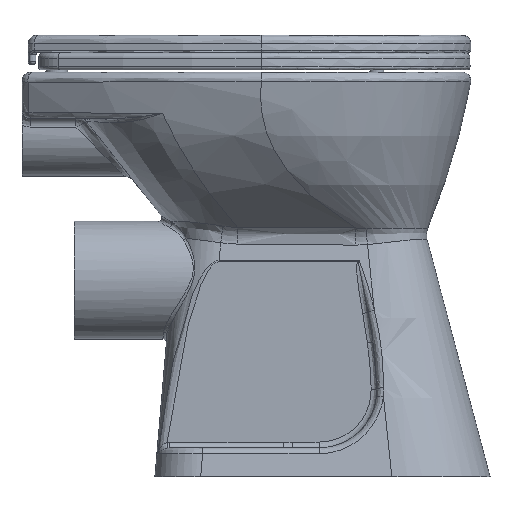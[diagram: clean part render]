
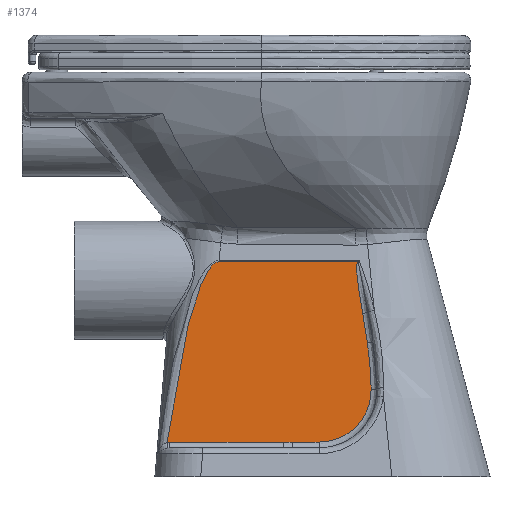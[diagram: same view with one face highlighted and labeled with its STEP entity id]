
A CAD part, left-side view. The second image highlights one B-rep face of the part: STEP entity #1374.
In plain terms, the highlighted free-form (B-spline) face has degree [1, 1] with [2, 2] control points.
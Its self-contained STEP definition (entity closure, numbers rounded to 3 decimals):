
#88=CARTESIAN_POINT('',(116.127,-69.,-320.));
#89=VERTEX_POINT('',#88);
#107=CARTESIAN_POINT('',(92.879,-69.,-320.));
#108=VERTEX_POINT('',#107);
#116=CARTESIAN_POINT('',(92.879,-69.,-320.));
#117=DIRECTION('',(1.,0.,0.0));
#118=VECTOR('',#117,23.248);
#119=LINE('',#116,#118);
#120=EDGE_CURVE('',#108,#89,#119,.T.);
#226=CARTESIAN_POINT('',(123.873,-69.,-320.));
#227=VERTEX_POINT('',#226);
#251=CARTESIAN_POINT('',(116.127,-69.,-320.));
#252=CARTESIAN_POINT('',(116.496,-69.,-320.));
#253=CARTESIAN_POINT('',(117.234,-69.,-320.014));
#254=CARTESIAN_POINT('',(118.34,-69.,-320.048));
#255=CARTESIAN_POINT('',(119.446,-69.,-320.073));
#256=CARTESIAN_POINT('',(120.553,-69.,-320.073));
#257=CARTESIAN_POINT('',(121.66,-69.,-320.048));
#258=CARTESIAN_POINT('',(122.766,-69.,-320.014));
#259=CARTESIAN_POINT('',(123.504,-69.,-320.));
#260=CARTESIAN_POINT('',(123.873,-69.,-320.));
#261=B_SPLINE_CURVE_WITH_KNOTS('',3,(#251,#252,#253,#254,#255,#256,#257,#258,#259,#260),.UNSPECIFIED.,.F.,.U.,(4,1,1,1,1,1,1,4),(-0.775,-0.664,-0.553,-0.443,-0.332,-0.221,-0.111,0.),.UNSPECIFIED.);
#262=EDGE_CURVE('',#89,#227,#261,.T.);
#273=CARTESIAN_POINT('',(222.21,-69.,-320.0));
#274=VERTEX_POINT('',#273);
#275=CARTESIAN_POINT('',(123.873,-69.,-320.));
#276=DIRECTION('',(1.,0.,0.));
#277=VECTOR('',#276,98.337);
#278=LINE('',#275,#277);
#279=EDGE_CURVE('',#227,#274,#278,.T.);
#372=CARTESIAN_POINT('',(47.887,-69.,-274.171));
#373=VERTEX_POINT('',#372);
#381=CARTESIAN_POINT('',(92.879,-69.,-275.));
#382=DIRECTION('',(0.,-1.,0.));
#383=DIRECTION('',(-0.714,0.,-0.701));
#384=AXIS2_PLACEMENT_3D('',#381,#382,#383);
#385=CIRCLE('',#384,45.);
#386=EDGE_CURVE('',#373,#108,#385,.T.);
#440=CARTESIAN_POINT('',(224.487,-69.,-320.175));
#441=VERTEX_POINT('',#440);
#459=CARTESIAN_POINT('',(222.21,-69.,-320.0));
#460=CARTESIAN_POINT('',(222.971,-69.,-320.0));
#461=CARTESIAN_POINT('',(223.735,-69.,-320.057));
#462=CARTESIAN_POINT('',(224.487,-69.,-320.175));
#463=B_SPLINE_CURVE_WITH_KNOTS('',3,(#459,#460,#461,#462),.UNSPECIFIED.,.F.,.U.,(4,4),(-0.228,0.0),.UNSPECIFIED.);
#464=EDGE_CURVE('',#274,#441,#463,.T.);
#500=CARTESIAN_POINT('',(51.173,-69.,-234.153));
#501=VERTEX_POINT('',#500);
#509=CARTESIAN_POINT('',(364.109,-69.,-280.));
#510=DIRECTION('',(0.,-1.,0.));
#511=DIRECTION('',(-0.991,0.,0.13));
#512=AXIS2_PLACEMENT_3D('',#509,#510,#511);
#513=CIRCLE('',#512,316.276);
#514=EDGE_CURVE('',#501,#373,#513,.T.);
#1146=CARTESIAN_POINT('',(55.165,-69.,-208.632));
#1147=VERTEX_POINT('',#1146);
#1179=CARTESIAN_POINT('',(59.376,-69.,-164.003));
#1180=VERTEX_POINT('',#1179);
#1188=CARTESIAN_POINT('',(59.376,-69.,-164.003));
#1189=CARTESIAN_POINT('',(59.521,-69.,-164.229));
#1190=CARTESIAN_POINT('',(59.754,-69.,-164.718));
#1191=CARTESIAN_POINT('',(59.993,-69.,-165.493));
#1192=CARTESIAN_POINT('',(60.156,-69.,-166.281));
#1193=CARTESIAN_POINT('',(60.306,-69.,-167.349));
#1194=CARTESIAN_POINT('',(60.397,-69.,-168.696));
#1195=CARTESIAN_POINT('',(60.416,-69.,-170.483));
#1196=CARTESIAN_POINT('',(60.323,-69.,-173.163));
#1197=CARTESIAN_POINT('',(60.081,-69.,-176.012));
#1198=CARTESIAN_POINT('',(59.689,-69.,-179.572));
#1199=CARTESIAN_POINT('',(59.132,-69.,-183.846));
#1200=CARTESIAN_POINT('',(58.28,-69.,-189.548));
#1201=CARTESIAN_POINT('',(57.259,-69.,-195.909));
#1202=CARTESIAN_POINT('',(56.212,-69.,-202.271));
#1203=CARTESIAN_POINT('',(55.513,-69.,-206.511));
#1204=CARTESIAN_POINT('',(55.165,-69.,-208.632));
#1205=B_SPLINE_CURVE_WITH_KNOTS('',3,(#1188,#1189,#1190,#1191,#1192,#1193,#1194,#1195,#1196,#1197,#1198,#1199,#1200,#1201,#1202,#1203,#1204),.UNSPECIFIED.,.F.,.U.,(4,1,1,1,1,1,1,1,1,1,1,1,1,1,4),(-4.513,-4.432,-4.351,-4.271,-4.19,-4.029,-3.868,-3.653,-3.223,-3.008,-2.579,-1.934,-1.289,-0.645,0.0),.UNSPECIFIED.);
#1206=EDGE_CURVE('',#1180,#1147,#1205,.T.);
#1324=CARTESIAN_POINT('',(55.165,-69.,-208.632));
#1325=CARTESIAN_POINT('',(54.37,-69.,-213.487));
#1326=CARTESIAN_POINT('',(52.995,-69.,-221.988));
#1327=CARTESIAN_POINT('',(51.708,-69.,-230.502));
#1328=CARTESIAN_POINT('',(51.173,-69.,-234.153));
#1329=B_SPLINE_CURVE_WITH_KNOTS('',3,(#1324,#1325,#1326,#1327,#1328),.UNSPECIFIED.,.F.,.U.,(4,1,4),(-2.583,-1.107,0.),.UNSPECIFIED.);
#1330=EDGE_CURVE('',#1147,#501,#1329,.T.);
#1344=CARTESIAN_POINT('',(224.488,-69.,-320.176));
#1345=CARTESIAN_POINT('',(224.488,-69.,-163.878));
#1346=CARTESIAN_POINT('',(47.879,-69.,-320.176));
#1347=CARTESIAN_POINT('',(47.879,-69.,-163.878));
#1348=B_SPLINE_SURFACE_WITH_KNOTS('',1,1,((#1344,#1346),(#1345,#1347)),.UNSPECIFIED.,.F.,.F.,.U.,(2,2),(2,2),(0.0,156.298),(0.0,176.609),.UNSPECIFIED.);
#1349=ORIENTED_EDGE('',*,*,#464,.F.);
#1350=ORIENTED_EDGE('',*,*,#279,.F.);
#1351=ORIENTED_EDGE('',*,*,#262,.F.);
#1352=ORIENTED_EDGE('',*,*,#120,.F.);
#1353=ORIENTED_EDGE('',*,*,#386,.F.);
#1354=ORIENTED_EDGE('',*,*,#514,.F.);
#1355=ORIENTED_EDGE('',*,*,#1330,.F.);
#1356=ORIENTED_EDGE('',*,*,#1206,.F.);
#1357=CARTESIAN_POINT('',(179.36,-69.,-164.003));
#1358=VERTEX_POINT('',#1357);
#1359=CARTESIAN_POINT('',(179.36,-69.,-164.003));
#1360=DIRECTION('',(-1.,0.,0.));
#1361=VECTOR('',#1360,119.984);
#1362=LINE('',#1359,#1361);
#1363=EDGE_CURVE('',#1358,#1180,#1362,.T.);
#1364=ORIENTED_EDGE('',*,*,#1363,.F.);
#1365=CARTESIAN_POINT('',(196.726,-69.,-371.851));
#1366=DIRECTION('',(0.,-1.,0.));
#1367=DIRECTION('',(-0.085,0.,0.996));
#1368=AXIS2_PLACEMENT_3D('',#1365,#1366,#1367);
#1369=ELLIPSE('',#1368,208.592,33.);
#1370=EDGE_CURVE('',#441,#1358,#1369,.T.);
#1371=ORIENTED_EDGE('',*,*,#1370,.F.);
#1372=EDGE_LOOP('',(#1349,#1350,#1351,#1352,#1353,#1354,#1355,#1356,#1364,#1371));
#1373=FACE_OUTER_BOUND('',#1372,.T.);
#1374=ADVANCED_FACE('',(#1373),#1348,.F.);
